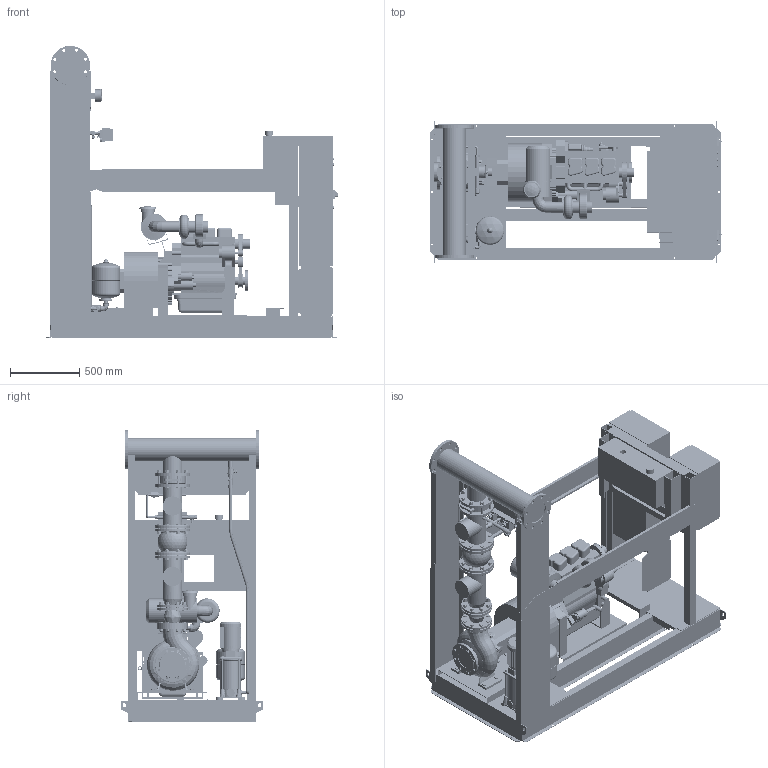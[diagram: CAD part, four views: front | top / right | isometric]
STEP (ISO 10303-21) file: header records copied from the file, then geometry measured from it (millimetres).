
FILE_DESCRIPTION((''),'2;1');
FILE_NAME('3d_Sifire-EN-100_200-219-66_1.1DJ-4183909.stp','2015-05-26T10:08:43',(''),(''),'Mechanical Desktop 2009','Mechanical Desktop 2009',', , ');
FILE_SCHEMA(('CONFIG_CONTROL_DESIGN'));
Length unit declared in the file: millimetre
Products named in the file (1): Product
Bounding box: 2105.5 x 1026 x 2112.5 mm (x, y, z)
Volume: 418017564.9 mm3; surface area: 31324031.5 mm2
Topology: 220 solids, 221 shells, 5381 faces, 13076 edges, 8250 vertices
Faces by surface type: plane 2054, bspline 1398, cylinder 1177, cone 580, torus 143, sphere 29
Entity records: 172009 total; most frequent: CARTESIAN_POINT 51969, ORIENTED_EDGE 26088, DIRECTION 23383, EDGE_CURVE 13044, VERTEX_POINT 8248, AXIS2_PLACEMENT_3D 8212, VECTOR 6959, LINE 6959
